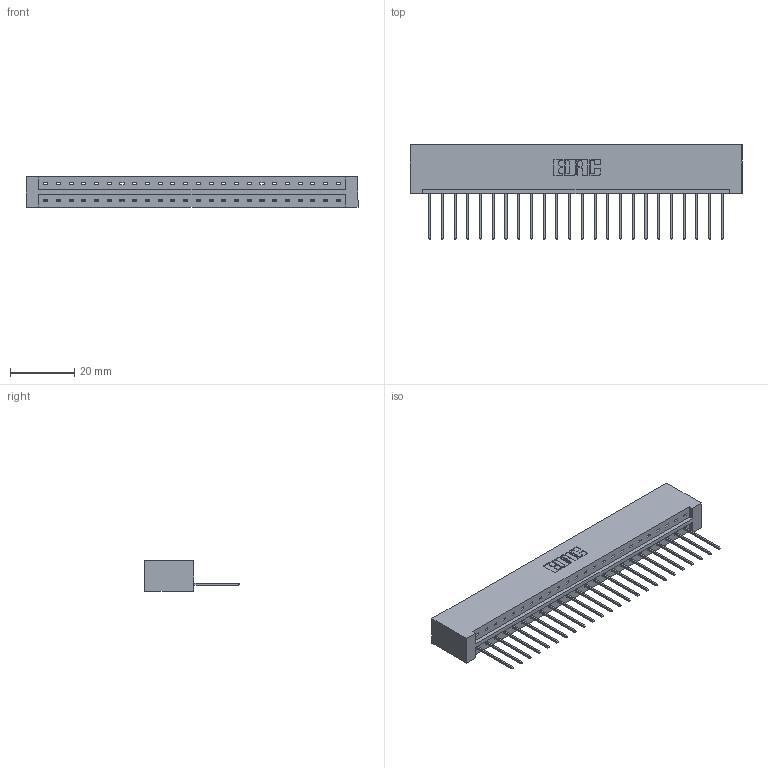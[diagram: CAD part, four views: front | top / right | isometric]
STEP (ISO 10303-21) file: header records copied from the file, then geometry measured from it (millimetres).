
FILE_DESCRIPTION (( 'STEP AP203' ), '1' );
FILE_NAME ('833-024-540-101.STEP', '2020-06-01T21:05:32', ( '' ), ( '' ), 'SwSTEP 2.0', 'SolidWorks 2020', '' );
FILE_SCHEMA (( 'CONFIG_CONTROL_DESIGN' ));
Length unit declared in the file: inch
Products named in the file (3): 345-292-001_345-293-140; 833-024-540-101; 833 Part_Lugless
Assembly tree (25 placements, depth 2):
  833-024-540-101
    833 Part_Lugless
    345-292-001_345-293-140  x24
Bounding box: 103.35 x 29.47 x 9.4 mm (x, y, z)
Volume: 10890.6 mm3; surface area: 11864.8 mm2
Topology: 25 solids, 25 shells, 1498 faces, 4511 edges, 2974 vertices
Faces by surface type: plane 1074, cylinder 424
Entity records: 16741 total; most frequent: CARTESIAN_POINT 2898, ORIENTED_EDGE 2858, DIRECTION 2473, EDGE_CURVE 1429, LINE 1309, VECTOR 1309, VERTEX_POINT 950, AXIS2_PLACEMENT_3D 582
